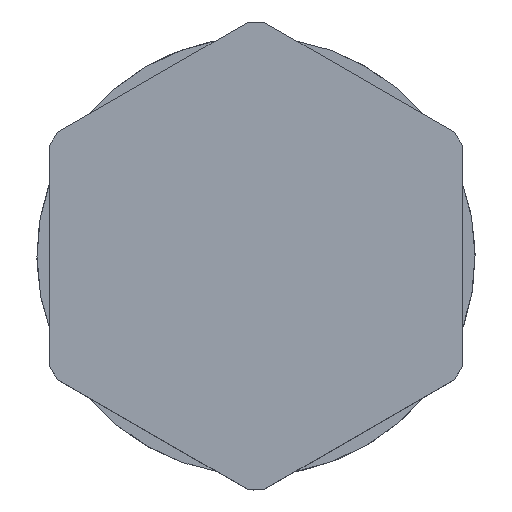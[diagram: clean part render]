
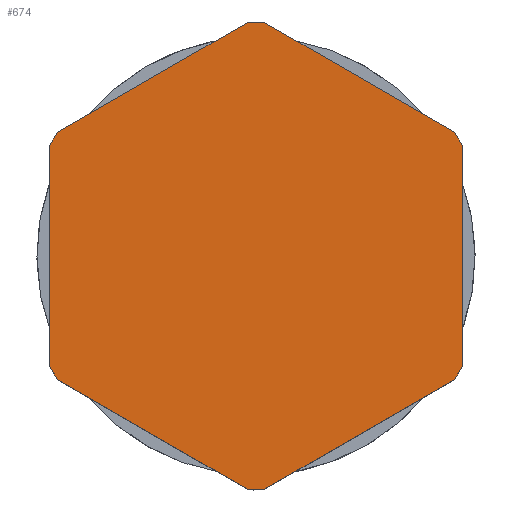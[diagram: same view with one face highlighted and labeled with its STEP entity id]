
A CAD part, top view. The second image highlights one B-rep face of the part: STEP entity #674.
In plain terms, the highlighted planar face has unit normal (0, 0, 1).
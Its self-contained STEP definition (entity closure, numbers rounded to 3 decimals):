
#401=AXIS2_PLACEMENT_3D('Circle Axis2P3D',#399,#400,$) ;
#444=AXIS2_PLACEMENT_3D('Circle Axis2P3D',#442,#443,$) ;
#494=AXIS2_PLACEMENT_3D('Circle Axis2P3D',#492,#493,$) ;
#551=AXIS2_PLACEMENT_3D('Circle Axis2P3D',#549,#550,$) ;
#594=AXIS2_PLACEMENT_3D('Circle Axis2P3D',#592,#593,$) ;
#644=AXIS2_PLACEMENT_3D('Circle Axis2P3D',#642,#643,$) ;
#658=AXIS2_PLACEMENT_3D('Plane Axis2P3D',#655,#656,#657) ;
#360=CARTESIAN_POINT('Line Origine',(4.21,2.005,14.9)) ;
#364=CARTESIAN_POINT('Vertex',(0.746,4.005,14.9)) ;
#366=CARTESIAN_POINT('Vertex',(7.674,0.005,14.9)) ;
#396=CARTESIAN_POINT('Vertex',(0.46,4.5,14.9)) ;
#399=CARTESIAN_POINT('Axis2P3D Location',(7.96,8.5,14.9)) ;
#417=CARTESIAN_POINT('Line Origine',(0.46,8.5,14.9)) ;
#421=CARTESIAN_POINT('Vertex',(0.46,12.5,14.9)) ;
#442=CARTESIAN_POINT('Axis2P3D Location',(7.96,8.5,14.9)) ;
#446=CARTESIAN_POINT('Vertex',(0.746,12.995,14.9)) ;
#467=CARTESIAN_POINT('Line Origine',(4.21,14.995,14.9)) ;
#471=CARTESIAN_POINT('Vertex',(7.674,16.995,14.9)) ;
#492=CARTESIAN_POINT('Axis2P3D Location',(7.96,8.5,14.9)) ;
#496=CARTESIAN_POINT('Vertex',(8.246,16.995,14.9)) ;
#517=CARTESIAN_POINT('Line Origine',(11.71,14.995,14.9)) ;
#521=CARTESIAN_POINT('Vertex',(15.174,12.995,14.9)) ;
#546=CARTESIAN_POINT('Vertex',(15.46,12.5,14.9)) ;
#549=CARTESIAN_POINT('Axis2P3D Location',(7.96,8.5,14.9)) ;
#567=CARTESIAN_POINT('Line Origine',(15.46,8.5,14.9)) ;
#571=CARTESIAN_POINT('Vertex',(15.46,4.5,14.9)) ;
#592=CARTESIAN_POINT('Axis2P3D Location',(7.96,8.5,14.9)) ;
#596=CARTESIAN_POINT('Vertex',(15.174,4.005,14.9)) ;
#617=CARTESIAN_POINT('Line Origine',(11.71,2.005,14.9)) ;
#621=CARTESIAN_POINT('Vertex',(8.246,0.005,14.9)) ;
#642=CARTESIAN_POINT('Axis2P3D Location',(7.96,8.5,14.9)) ;
#655=CARTESIAN_POINT('Axis2P3D Location',(16.46,8.5,14.9)) ;
#361=DIRECTION('Vector Direction',(0.866,-0.5,0.)) ;
#400=DIRECTION('Axis2P3D Direction',(0.,0.,-1.)) ;
#418=DIRECTION('Vector Direction',(0.,-1.,0.)) ;
#443=DIRECTION('Axis2P3D Direction',(0.,0.,-1.)) ;
#468=DIRECTION('Vector Direction',(-0.866,-0.5,0.)) ;
#493=DIRECTION('Axis2P3D Direction',(0.,0.,-1.)) ;
#518=DIRECTION('Vector Direction',(-0.866,0.5,0.)) ;
#550=DIRECTION('Axis2P3D Direction',(0.,0.,-1.)) ;
#568=DIRECTION('Vector Direction',(0.,1.,0.)) ;
#593=DIRECTION('Axis2P3D Direction',(0.,0.,-1.)) ;
#618=DIRECTION('Vector Direction',(0.866,0.5,0.)) ;
#643=DIRECTION('Axis2P3D Direction',(0.,0.,-1.)) ;
#656=DIRECTION('Axis2P3D Direction',(0.,0.,1.)) ;
#657=DIRECTION('Axis2P3D XDirection',(1.,0.,0.)) ;
#362=VECTOR('Line Direction',#361,1.) ;
#419=VECTOR('Line Direction',#418,1.) ;
#469=VECTOR('Line Direction',#468,1.) ;
#519=VECTOR('Line Direction',#518,1.) ;
#569=VECTOR('Line Direction',#568,1.) ;
#619=VECTOR('Line Direction',#618,1.) ;
#661=ORIENTED_EDGE('',*,*,#368,.T.) ;
#662=ORIENTED_EDGE('',*,*,#646,.F.) ;
#663=ORIENTED_EDGE('',*,*,#623,.T.) ;
#664=ORIENTED_EDGE('',*,*,#598,.F.) ;
#665=ORIENTED_EDGE('',*,*,#573,.T.) ;
#666=ORIENTED_EDGE('',*,*,#553,.F.) ;
#667=ORIENTED_EDGE('',*,*,#523,.T.) ;
#668=ORIENTED_EDGE('',*,*,#498,.F.) ;
#669=ORIENTED_EDGE('',*,*,#473,.T.) ;
#670=ORIENTED_EDGE('',*,*,#448,.F.) ;
#671=ORIENTED_EDGE('',*,*,#423,.T.) ;
#672=ORIENTED_EDGE('',*,*,#403,.F.) ;
#674=ADVANCED_FACE('NAUO1\\NAUO3\\Importiert1.1',(#673),#659,.T.) ;
#402=CIRCLE('generated circle',#401,8.5) ;
#445=CIRCLE('generated circle',#444,8.5) ;
#495=CIRCLE('generated circle',#494,8.5) ;
#552=CIRCLE('generated circle',#551,8.5) ;
#595=CIRCLE('generated circle',#594,8.5) ;
#645=CIRCLE('generated circle',#644,8.5) ;
#368=EDGE_CURVE('',#365,#367,#363,.T.) ;
#403=EDGE_CURVE('',#365,#397,#402,.T.) ;
#423=EDGE_CURVE('',#422,#397,#420,.T.) ;
#448=EDGE_CURVE('',#422,#447,#445,.T.) ;
#473=EDGE_CURVE('',#472,#447,#470,.T.) ;
#498=EDGE_CURVE('',#472,#497,#495,.T.) ;
#523=EDGE_CURVE('',#522,#497,#520,.T.) ;
#553=EDGE_CURVE('',#522,#547,#552,.T.) ;
#573=EDGE_CURVE('',#572,#547,#570,.T.) ;
#598=EDGE_CURVE('',#572,#597,#595,.T.) ;
#623=EDGE_CURVE('',#622,#597,#620,.T.) ;
#646=EDGE_CURVE('',#622,#367,#645,.T.) ;
#660=EDGE_LOOP('',(#661,#662,#663,#664,#665,#666,#667,#668,#669,#670,#671,#672)) ;
#673=FACE_OUTER_BOUND('',#660,.T.) ;
#363=LINE('Line',#360,#362) ;
#420=LINE('Line',#417,#419) ;
#470=LINE('Line',#467,#469) ;
#520=LINE('Line',#517,#519) ;
#570=LINE('Line',#567,#569) ;
#620=LINE('Line',#617,#619) ;
#659=PLANE('',#658) ;
#365=VERTEX_POINT('',#364) ;
#367=VERTEX_POINT('',#366) ;
#397=VERTEX_POINT('',#396) ;
#422=VERTEX_POINT('',#421) ;
#447=VERTEX_POINT('',#446) ;
#472=VERTEX_POINT('',#471) ;
#497=VERTEX_POINT('',#496) ;
#522=VERTEX_POINT('',#521) ;
#547=VERTEX_POINT('',#546) ;
#572=VERTEX_POINT('',#571) ;
#597=VERTEX_POINT('',#596) ;
#622=VERTEX_POINT('',#621) ;
